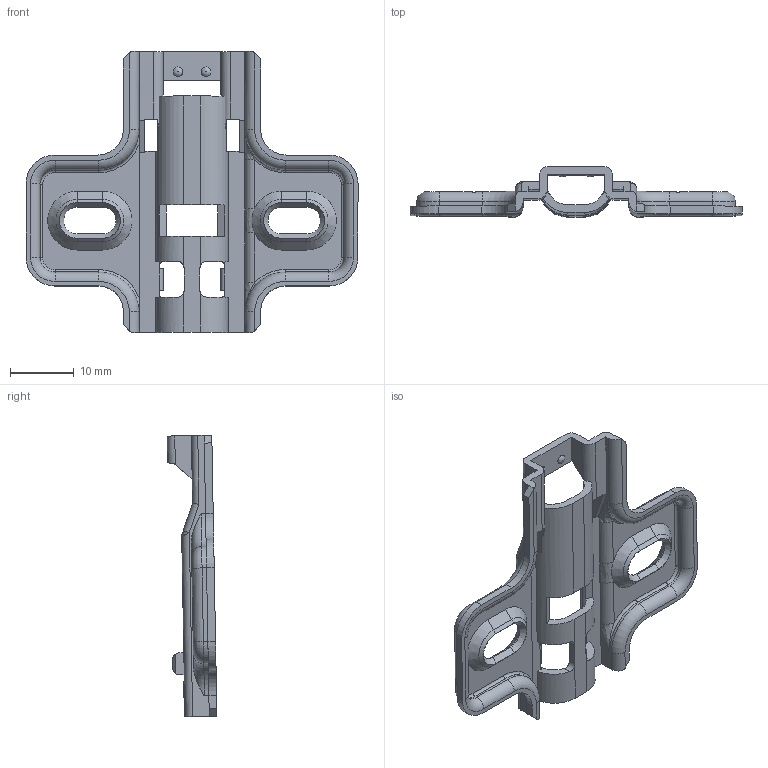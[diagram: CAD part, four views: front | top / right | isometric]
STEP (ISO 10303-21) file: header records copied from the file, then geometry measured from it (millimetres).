
FILE_DESCRIPTION(/* description */ ('STEP AP203'),/* implementation_level */ '2;1');
FILE_NAME(/* name */ 'PZ-HCSL-H0-BEO.stp',/* time_stamp */ '2023-05-30T09:31:35+02:00',/* author */ ('BartlomiejH'),/* organization */ ('china'),/* preprocessor_version */ 'ST-DEVELOPER v19.2',/* originating_system */ 'Autodesk Inventor 2023',/* authorisation */ '');
FILE_SCHEMA (('AUTOMOTIVE_DESIGN { 1 0 10303 214 3 1 1 }'));
Length unit declared in the file: millimetre
Products named in the file (2): HB¿î¿¨Ê½Æ«ÐÄ´
óÍä½ÂÁ´-14¿î; A05H0Ä¾×ù
Assembly tree (1 placements, depth 2):
  HB¿î¿¨Ê½Æ«ÐÄ´
óÍä½ÂÁ´-14¿î
    A05H0Ä¾×ù
Bounding box: 52 x 7.8 x 44.08 mm (x, y, z)
Volume: 2182.6 mm3; surface area: 4131 mm2
Topology: 1 solids, 1 shells, 322 faces, 876 edges, 547 vertices
Faces by surface type: plane 158, cylinder 107, torus 28, cone 16, bspline 12, sphere 1
Full cylindrical faces by diameter (mm): 1.6 x2
Entity records: 12457 total; most frequent: CARTESIAN_POINT 3871, ORIENTED_EDGE 1748, DIRECTION 1722, EDGE_CURVE 874, AXIS2_PLACEMENT_3D 600, VERTEX_POINT 547, LINE 522, VECTOR 522
